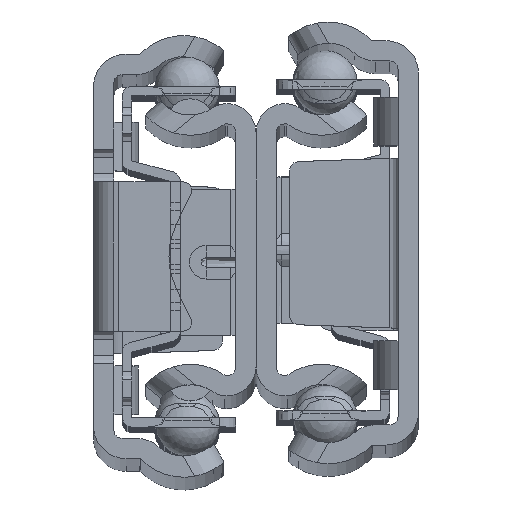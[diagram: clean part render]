
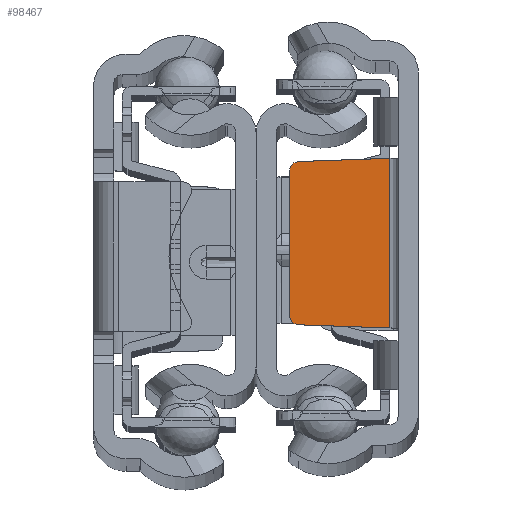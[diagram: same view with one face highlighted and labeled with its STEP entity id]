
A CAD part, top view. The second image highlights one B-rep face of the part: STEP entity #98467.
In plain terms, the highlighted planar face has unit normal (0, 0, 1).
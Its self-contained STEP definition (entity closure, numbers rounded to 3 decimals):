
#11954=PLANE('',#108260);
#16619=FACE_OUTER_BOUND('',#21653,.T.);
#21653=EDGE_LOOP('',(#91728,#91729,#91730,#91731,#91732,#91733));
#28097=LINE('',#187543,#34511);
#28103=LINE('',#187560,#34517);
#28107=LINE('',#187575,#34521);
#28109=LINE('',#187578,#34523);
#34511=VECTOR('',#133894,10.);
#34517=VECTOR('',#133910,10.);
#34521=VECTOR('',#133928,10.);
#34523=VECTOR('',#133932,10.);
#38779=CIRCLE('',#108243,0.6);
#38782=CIRCLE('',#108251,0.6);
#48413=VERTEX_POINT('',#187526);
#48414=VERTEX_POINT('',#187527);
#48420=VERTEX_POINT('',#187541);
#48424=VERTEX_POINT('',#187553);
#48425=VERTEX_POINT('',#187555);
#48426=VERTEX_POINT('',#187559);
#62947=EDGE_CURVE('',#48413,#48414,#38779,.T.);
#62955=EDGE_CURVE('',#48413,#48420,#28097,.T.);
#62961=EDGE_CURVE('',#48424,#48425,#38782,.T.);
#62963=EDGE_CURVE('',#48426,#48425,#28103,.T.);
#62971=EDGE_CURVE('',#48420,#48426,#28107,.T.);
#62973=EDGE_CURVE('',#48424,#48414,#28109,.T.);
#91728=ORIENTED_EDGE('',*,*,#62947,.F.);
#91729=ORIENTED_EDGE('',*,*,#62955,.T.);
#91730=ORIENTED_EDGE('',*,*,#62971,.T.);
#91731=ORIENTED_EDGE('',*,*,#62963,.T.);
#91732=ORIENTED_EDGE('',*,*,#62961,.F.);
#91733=ORIENTED_EDGE('',*,*,#62973,.T.);
#98467=ADVANCED_FACE('',(#16619),#11954,.T.);
#108243=AXIS2_PLACEMENT_3D('',#187528,#133880,#133881);
#108251=AXIS2_PLACEMENT_3D('',#187556,#133905,#133906);
#108260=AXIS2_PLACEMENT_3D('',#187577,#133930,#133931);
#133880=DIRECTION('center_axis',(0.,0.,
-1.));
#133881=DIRECTION('ref_axis',(-0.719,-0.695,0.));
#133894=DIRECTION('',(0.999,-0.035,0.));
#133905=DIRECTION('center_axis',(0.,0.,
-1.));
#133906=DIRECTION('ref_axis',(-0.719,0.695,0.));
#133910=DIRECTION('',(-0.999,-0.035,0.));
#133928=DIRECTION('',(0.,1.,0.));
#133930=DIRECTION('center_axis',(0.,0.,
1.));
#133931=DIRECTION('ref_axis',(1.,0.,0.));
#133932=DIRECTION('',(0.,-1.,0.));
#187526=CARTESIAN_POINT('',(7.079,-5.026,917.15));
#187527=CARTESIAN_POINT('',(6.5,-4.427,917.15));
#187528=CARTESIAN_POINT('Origin',(7.1,-4.427,917.15));
#187541=CARTESIAN_POINT('',(12.7,-5.223,917.15));
#187543=CARTESIAN_POINT('',(8.373,-5.071,917.15));
#187553=CARTESIAN_POINT('',(6.5,4.427,917.15));
#187555=CARTESIAN_POINT('',(7.079,5.026,917.15));
#187556=CARTESIAN_POINT('Origin',(7.1,4.427,917.15));
#187559=CARTESIAN_POINT('',(12.7,5.223,917.15));
#187560=CARTESIAN_POINT('',(11.723,5.188,917.15));
#187575=CARTESIAN_POINT('',(12.7,0.,917.15));
#187577=CARTESIAN_POINT('Origin',(10.425,0.,
917.15));
#187578=CARTESIAN_POINT('',(6.5,5.24,917.15));
